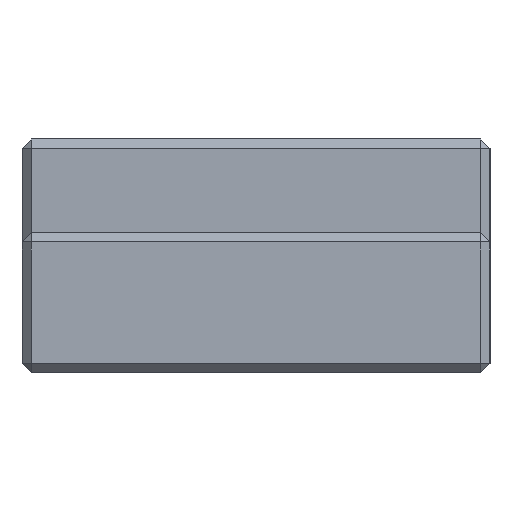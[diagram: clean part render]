
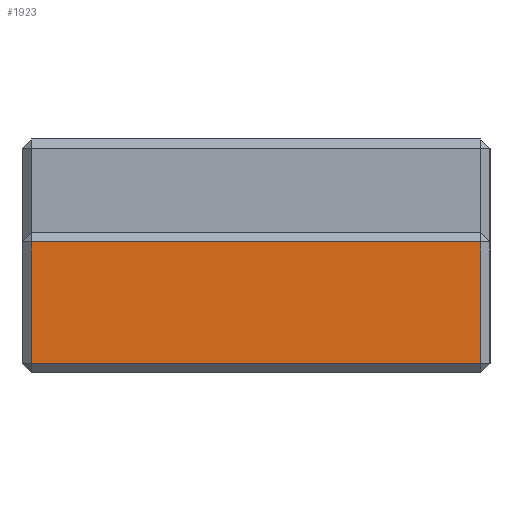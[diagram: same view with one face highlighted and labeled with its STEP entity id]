
A CAD part, left-side view. The second image highlights one B-rep face of the part: STEP entity #1923.
In plain terms, the highlighted planar face has unit normal (-1, 0, 0).
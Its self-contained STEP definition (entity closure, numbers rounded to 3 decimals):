
#1120 = VERTEX_POINT('',#1121);
#1121 = CARTESIAN_POINT('',(-90.,24.,1.));
#1129 = VERTEX_POINT('',#1130);
#1130 = CARTESIAN_POINT('',(-90.,24.,14.));
#1136 = EDGE_CURVE('',#1120,#1129,#1137,.T.);
#1137 = LINE('',#1138,#1139);
#1138 = CARTESIAN_POINT('',(-90.,24.,0.));
#1139 = VECTOR('',#1140,1.);
#1140 = DIRECTION('',(0.,0.,1.));
#1534 = VERTEX_POINT('',#1535);
#1535 = CARTESIAN_POINT('',(-90.,-24.,1.));
#1543 = VERTEX_POINT('',#1544);
#1544 = CARTESIAN_POINT('',(-90.,-24.,14.));
#1550 = EDGE_CURVE('',#1534,#1543,#1551,.T.);
#1551 = LINE('',#1552,#1553);
#1552 = CARTESIAN_POINT('',(-90.,-24.,0.));
#1553 = VECTOR('',#1554,1.);
#1554 = DIRECTION('',(0.,0.,1.));
#1923 = ADVANCED_FACE('',(#1924),#1940,.F.);
#1924 = FACE_BOUND('',#1925,.F.);
#1925 = EDGE_LOOP('',(#1926,#1932,#1933,#1939));
#1926 = ORIENTED_EDGE('',*,*,#1927,.T.);
#1927 = EDGE_CURVE('',#1129,#1543,#1928,.T.);
#1928 = LINE('',#1929,#1930);
#1929 = CARTESIAN_POINT('',(-90.,25.,14.));
#1930 = VECTOR('',#1931,1.);
#1931 = DIRECTION('',(0.,-1.,0.));
#1932 = ORIENTED_EDGE('',*,*,#1550,.F.);
#1933 = ORIENTED_EDGE('',*,*,#1934,.F.);
#1934 = EDGE_CURVE('',#1120,#1534,#1935,.T.);
#1935 = LINE('',#1936,#1937);
#1936 = CARTESIAN_POINT('',(-90.,25.,1.));
#1937 = VECTOR('',#1938,1.);
#1938 = DIRECTION('',(0.,-1.,0.));
#1939 = ORIENTED_EDGE('',*,*,#1136,.T.);
#1940 = PLANE('',#1941);
#1941 = AXIS2_PLACEMENT_3D('',#1942,#1943,#1944);
#1942 = CARTESIAN_POINT('',(-90.,25.,0.));
#1943 = DIRECTION('',(1.,0.,0.));
#1944 = DIRECTION('',(0.,-1.,0.));
